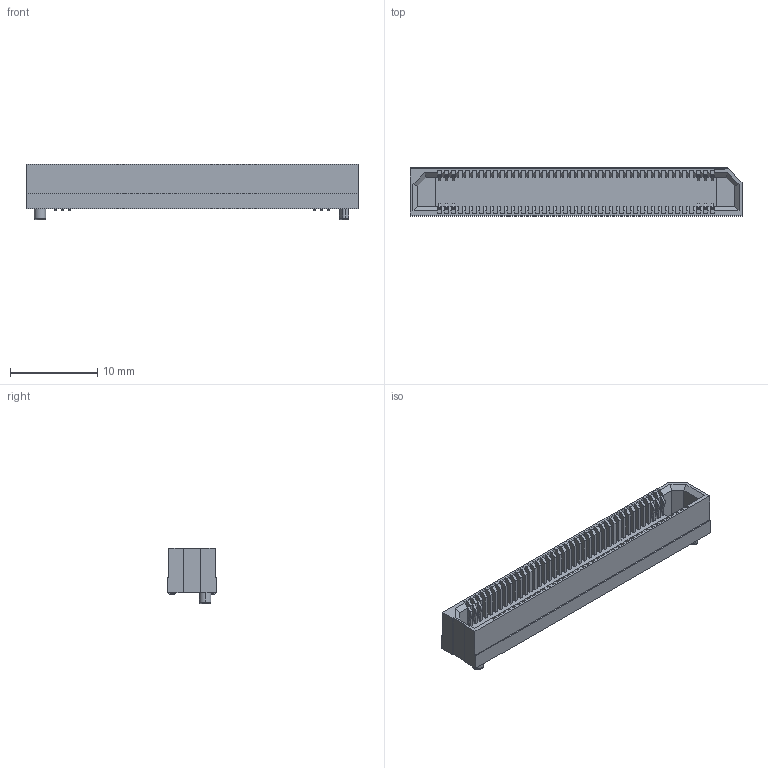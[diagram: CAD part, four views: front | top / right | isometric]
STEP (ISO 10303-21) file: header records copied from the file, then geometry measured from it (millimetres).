
FILE_DESCRIPTION((''),'2;1');
FILE_NAME('SAMTEC_ERF8-040-05.0-S-DV-TR.stp','2014-07-31T11:06:33',(''),(''),'Mechanical Desktop 2011','Mechanical Desktop 2011',', , ');
FILE_SCHEMA(('AUTOMOTIVE_DESIGN { 1 2 10303 214 1 1 1 1 }'));
Length unit declared in the file: millimetre
Products named in the file (1): Product
Bounding box: 38 x 5.6 x 6.37 mm (x, y, z)
Volume: 526.4 mm3; surface area: 1565.2 mm2
Topology: 25 solids, 25 shells, 709 faces, 1948 edges, 1292 vertices
Faces by surface type: plane 621, cylinder 82, sphere 4, torus 2
Entity records: 22205 total; most frequent: CARTESIAN_POINT 3950, ORIENTED_EDGE 3896, DIRECTION 3536, EDGE_CURVE 1948, VECTOR 1780, LINE 1780, VERTEX_POINT 1292, AXIS2_PLACEMENT_3D 878
